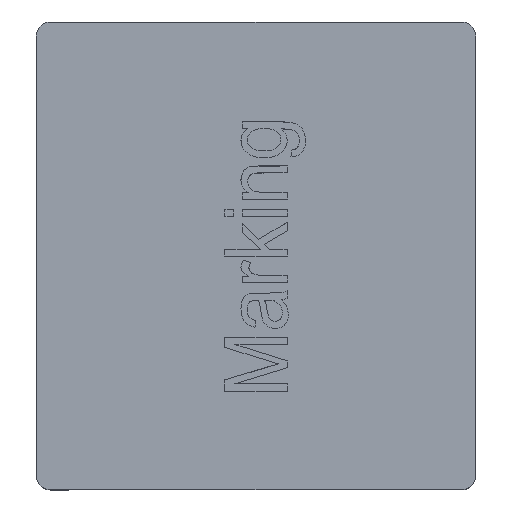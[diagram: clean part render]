
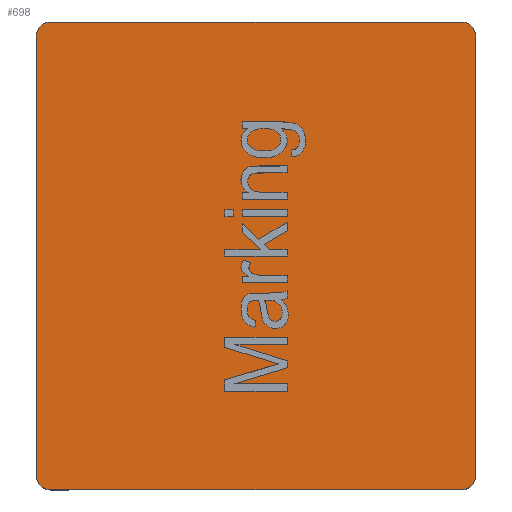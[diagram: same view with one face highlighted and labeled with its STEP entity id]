
A CAD part, top view. The second image highlights one B-rep face of the part: STEP entity #698.
In plain terms, the highlighted planar face has unit normal (0, 0, 1).
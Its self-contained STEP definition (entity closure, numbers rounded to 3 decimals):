
#608=CIRCLE('',#4003,0.5);
#609=CIRCLE('',#4006,0.5);
#610=CIRCLE('',#4009,0.5);
#611=CIRCLE('',#4012,0.5);
#698=ADVANCED_FACE('',(#1029),#878,.T.);
#878=PLANE('',#4014);
#1029=FACE_OUTER_BOUND('',#1238,.T.);
#1238=EDGE_LOOP('',(#1780,#1781,#1782,#1783,#1784,#1785,#1786,#1787));
#1780=ORIENTED_EDGE('',*,*,#2978,.T.);
#1781=ORIENTED_EDGE('',*,*,#2981,.T.);
#1782=ORIENTED_EDGE('',*,*,#2983,.T.);
#1783=ORIENTED_EDGE('',*,*,#2985,.T.);
#1784=ORIENTED_EDGE('',*,*,#2987,.T.);
#1785=ORIENTED_EDGE('',*,*,#2989,.T.);
#1786=ORIENTED_EDGE('',*,*,#2991,.T.);
#1787=ORIENTED_EDGE('',*,*,#2992,.T.);
#2567=VERTEX_POINT('',#8018);
#2568=VERTEX_POINT('',#8020);
#2569=VERTEX_POINT('',#8024);
#2570=VERTEX_POINT('',#8028);
#2571=VERTEX_POINT('',#8032);
#2572=VERTEX_POINT('',#8036);
#2573=VERTEX_POINT('',#8040);
#2574=VERTEX_POINT('',#8044);
#2978=EDGE_CURVE('',#2568,#2567,#3444,.T.);
#2981=EDGE_CURVE('',#2567,#2569,#608,.T.);
#2983=EDGE_CURVE('',#2569,#2570,#3448,.T.);
#2985=EDGE_CURVE('',#2570,#2571,#609,.T.);
#2987=EDGE_CURVE('',#2571,#2572,#3451,.T.);
#2989=EDGE_CURVE('',#2572,#2573,#610,.T.);
#2991=EDGE_CURVE('',#2573,#2574,#3454,.T.);
#2992=EDGE_CURVE('',#2574,#2568,#611,.T.);
#3444=LINE('',#8019,#3716);
#3448=LINE('',#8029,#3720);
#3451=LINE('',#8037,#3723);
#3454=LINE('',#8045,#3726);
#3716=VECTOR('',#4464,1.);
#3720=VECTOR('',#4474,1.);
#3723=VECTOR('',#4483,1.);
#3726=VECTOR('',#4492,1.);
#4003=AXIS2_PLACEMENT_3D('',#8025,#4469,#4470);
#4006=AXIS2_PLACEMENT_3D('',#8033,#4478,#4479);
#4009=AXIS2_PLACEMENT_3D('',#8041,#4487,#4488);
#4012=AXIS2_PLACEMENT_3D('',#8047,#4495,#4496);
#4014=AXIS2_PLACEMENT_3D('',#8049,#4499,#4500);
#4464=DIRECTION('',(0.,-1.,0.));
#4469=DIRECTION('',(0.,0.,1.));
#4470=DIRECTION('',(0.,1.,0.));
#4474=DIRECTION('',(1.,0.,0.));
#4478=DIRECTION('',(0.,0.,1.));
#4479=DIRECTION('',(0.,1.,0.));
#4483=DIRECTION('',(0.,1.,0.));
#4487=DIRECTION('',(0.,0.,1.));
#4488=DIRECTION('',(0.,1.,0.));
#4492=DIRECTION('',(-1.,0.,0.));
#4495=DIRECTION('',(0.,0.,1.));
#4496=DIRECTION('',(0.,1.,0.));
#4499=DIRECTION('',(0.,0.,1.));
#4500=DIRECTION('',(1.,0.,0.));
#8018=CARTESIAN_POINT('',(-7.75,-7.75,5.05));
#8019=CARTESIAN_POINT('',(-7.75,7.75,5.05));
#8020=CARTESIAN_POINT('',(-7.75,7.75,5.05));
#8024=CARTESIAN_POINT('',(-7.25,-8.25,5.05));
#8025=CARTESIAN_POINT('',(-7.25,-7.75,5.05));
#8028=CARTESIAN_POINT('',(7.25,-8.25,5.05));
#8029=CARTESIAN_POINT('',(-7.25,-8.25,5.05));
#8032=CARTESIAN_POINT('',(7.75,-7.75,5.05));
#8033=CARTESIAN_POINT('',(7.25,-7.75,5.05));
#8036=CARTESIAN_POINT('',(7.75,7.75,5.05));
#8037=CARTESIAN_POINT('',(7.75,-7.75,5.05));
#8040=CARTESIAN_POINT('',(7.25,8.25,5.05));
#8041=CARTESIAN_POINT('',(7.25,7.75,5.05));
#8044=CARTESIAN_POINT('',(-7.25,8.25,5.05));
#8045=CARTESIAN_POINT('',(7.25,8.25,5.05));
#8047=CARTESIAN_POINT('',(-7.25,7.75,5.05));
#8049=CARTESIAN_POINT('',(-7.25,-7.75,5.05));
